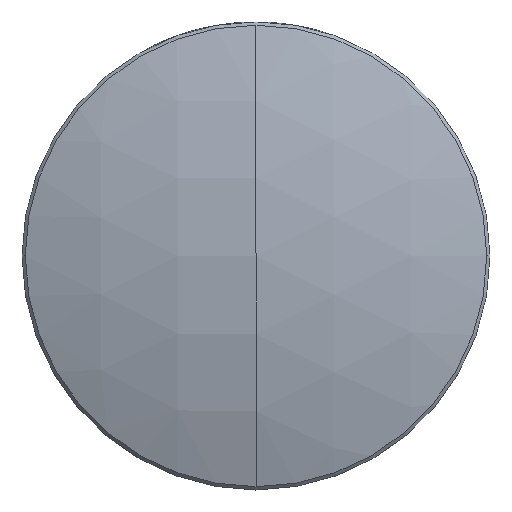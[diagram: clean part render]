
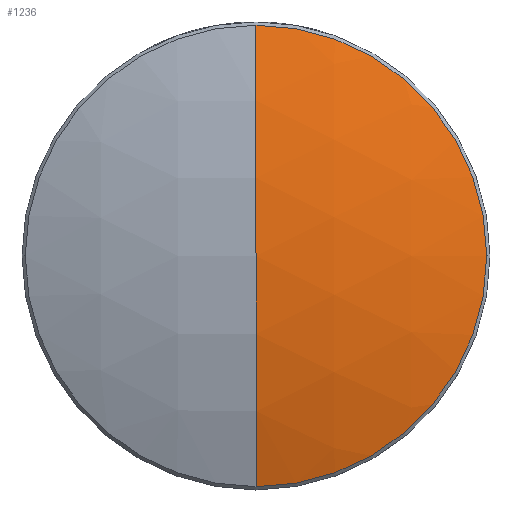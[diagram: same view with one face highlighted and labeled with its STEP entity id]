
A CAD part, top view. The second image highlights one B-rep face of the part: STEP entity #1236.
In plain terms, the highlighted spherical face has radius 38.63 mm.
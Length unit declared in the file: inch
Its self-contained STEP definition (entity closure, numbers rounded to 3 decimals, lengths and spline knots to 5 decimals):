
#32 = CIRCLE ( 'NONE', #1489, 1.52087 ) ;
#43 = EDGE_CURVE ( 'NONE', #663, #2668, #32, .T. ) ;
#139 = SPHERICAL_SURFACE ( 'NONE', #1324, 1.52087 ) ;
#293 = AXIS2_PLACEMENT_3D ( 'NONE', #1828, #2701, #1138 ) ;
#625 = CIRCLE ( 'NONE', #877, 0.49304 ) ;
#649 = CARTESIAN_POINT ( 'NONE',  ( 0., 0., 0.0815 ) ) ;
#663 = VERTEX_POINT ( 'NONE', #2264 ) ;
#672 = AXIS2_PLACEMENT_3D ( 'NONE', #2053, #908, #2467 ) ;
#850 = ORIENTED_EDGE ( 'NONE', *, *, #43, .T. ) ;
#877 = AXIS2_PLACEMENT_3D ( 'NONE', #2016, #2649, #2460 ) ;
#908 = DIRECTION ( 'NONE',  ( -1., 0., 0. ) ) ;
#990 = CIRCLE ( 'NONE', #672, 1.52087 ) ;
#1138 = DIRECTION ( 'NONE',  ( 1., 0., 0. ) ) ;
#1153 = FACE_OUTER_BOUND ( 'NONE', #1371, .T. ) ;
#1236 = ADVANCED_FACE ( 'NONE', ( #1153 ), #139, .T. ) ;
#1310 = CARTESIAN_POINT ( 'NONE',  ( 0., 0., -1.43937 ) ) ;
#1324 = AXIS2_PLACEMENT_3D ( 'NONE', #1310, #2888, #1528 ) ;
#1335 = VERTEX_POINT ( 'NONE', #2665 ) ;
#1371 = EDGE_LOOP ( 'NONE', ( #2292, #1517, #850, #2837 ) ) ;
#1489 = AXIS2_PLACEMENT_3D ( 'NONE', #2138, #1641, #1654 ) ;
#1517 = ORIENTED_EDGE ( 'NONE', *, *, #2679, .T. ) ;
#1528 = DIRECTION ( 'NONE',  ( 0., -1., 0. ) ) ;
#1641 = DIRECTION ( 'NONE',  ( 1., 0., 0. ) ) ;
#1654 = DIRECTION ( 'NONE',  ( 0., 1., 0. ) ) ;
#1828 = CARTESIAN_POINT ( 'NONE',  ( 0., 0., -0.00064 ) ) ;
#2016 = CARTESIAN_POINT ( 'NONE',  ( 0., 0., -0.00064 ) ) ;
#2053 = CARTESIAN_POINT ( 'NONE',  ( 0., 0., -1.43937 ) ) ;
#2070 = EDGE_CURVE ( 'NONE', #1335, #2668, #990, .T. ) ;
#2138 = CARTESIAN_POINT ( 'NONE',  ( 0., 0., -1.43937 ) ) ;
#2247 = EDGE_CURVE ( 'NONE', #1335, #2608, #2443, .T. ) ;
#2264 = CARTESIAN_POINT ( 'NONE',  ( 0., 0.49304, -0.00064 ) ) ;
#2292 = ORIENTED_EDGE ( 'NONE', *, *, #2247, .T. ) ;
#2355 = CARTESIAN_POINT ( 'NONE',  ( 0.49304, 0., -0.00064 ) ) ;
#2443 = CIRCLE ( 'NONE', #293, 0.49304 ) ;
#2460 = DIRECTION ( 'NONE',  ( 1., 0., 0. ) ) ;
#2467 = DIRECTION ( 'NONE',  ( 0., -1., 0. ) ) ;
#2608 = VERTEX_POINT ( 'NONE', #2355 ) ;
#2649 = DIRECTION ( 'NONE',  ( 0., 0., 1. ) ) ;
#2665 = CARTESIAN_POINT ( 'NONE',  ( 0., -0.49304, -0.00064 ) ) ;
#2668 = VERTEX_POINT ( 'NONE', #649 ) ;
#2679 = EDGE_CURVE ( 'NONE', #2608, #663, #625, .T. ) ;
#2701 = DIRECTION ( 'NONE',  ( 0., 0., 1. ) ) ;
#2837 = ORIENTED_EDGE ( 'NONE', *, *, #2070, .F. ) ;
#2888 = DIRECTION ( 'NONE',  ( 1., 0., 0. ) ) ;
